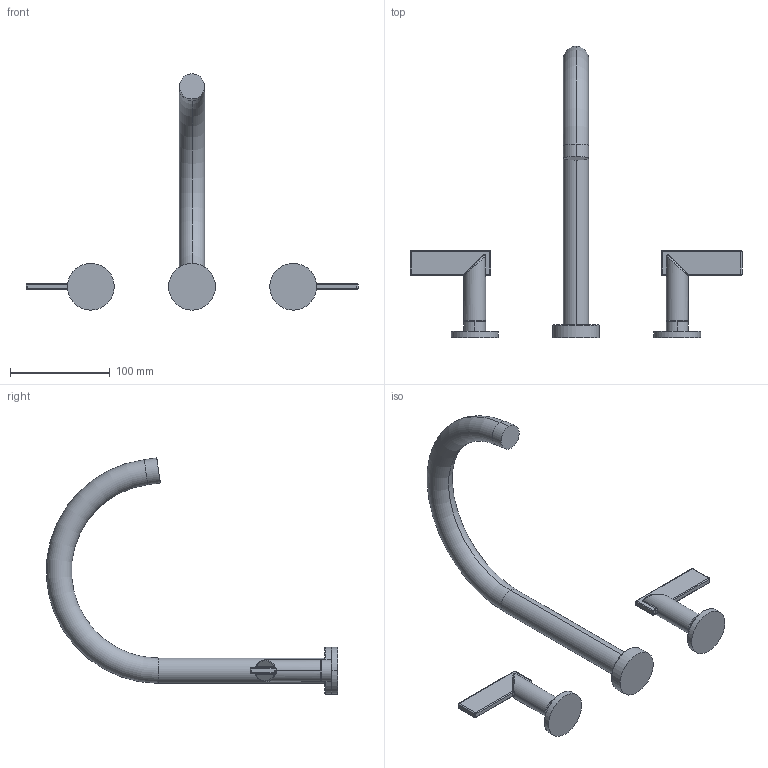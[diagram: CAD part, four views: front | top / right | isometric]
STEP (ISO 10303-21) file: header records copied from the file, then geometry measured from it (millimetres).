
FILE_DESCRIPTION((''),'2;1');
FILE_NAME('3-2486','2021-03-12T15:05:48',('jinson.thomas'),(''),'CREO PARAMETRIC BY PTC INC, 2018400','CREO PARAMETRIC BY PTC INC, 2018400','');
FILE_SCHEMA(('CONFIG_CONTROL_DESIGN'));
Length unit declared in the file: inch
Products named in the file (1): 3-2486
Bounding box: 333.25 x 292.21 x 237.11 mm (x, y, z)
Volume: 359107.6 mm3; surface area: 70828.3 mm2
Topology: 3 solids, 3 shells, 139 faces, 298 edges, 172 vertices
Faces by surface type: cylinder 58, plane 29, bspline 24, sphere 16, torus 12
Entity records: 5288 total; most frequent: CARTESIAN_POINT 2359, DIRECTION 612, ORIENTED_EDGE 596, EDGE_CURVE 298, AXIS2_PLACEMENT_3D 257, VERTEX_POINT 172, EDGE_LOOP 146, CIRCLE 142
